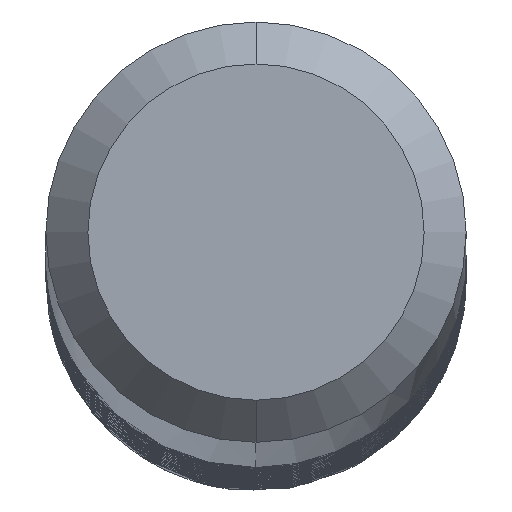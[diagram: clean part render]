
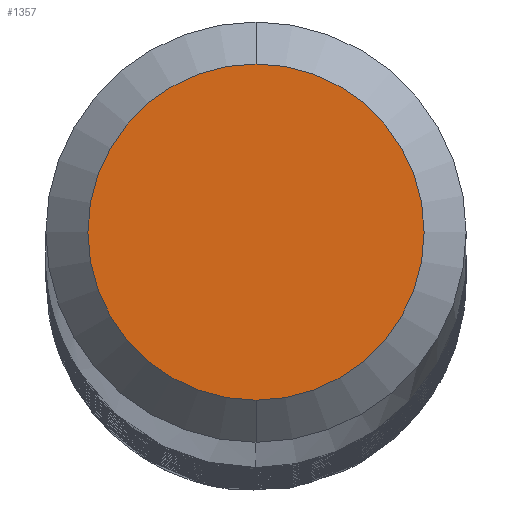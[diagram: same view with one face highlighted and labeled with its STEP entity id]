
A CAD part, top view. The second image highlights one B-rep face of the part: STEP entity #1357.
In plain terms, the highlighted planar face has unit normal (0, 0, 1).
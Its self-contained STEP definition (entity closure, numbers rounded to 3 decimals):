
#553=EDGE_CURVE('',#1235,#609,#1472,.T.);
#609=VERTEX_POINT('',#1533);
#781=EDGE_CURVE('',#609,#1235,#1722,.T.);
#1235=VERTEX_POINT('',#2214);
#1357=ADVANCED_FACE('',(#2351),#2352,.T.);
#1472=CIRCLE('',#6336,1.2);
#1533=CARTESIAN_POINT('',(0.0,1.2,0.0));
#1722=CIRCLE('',#21453,1.2);
#2214=CARTESIAN_POINT('',(0.,-1.2,0.0));
#2351=FACE_OUTER_BOUND('',#68444,.T.);
#2352=PLANE('',#68445);
#6336=AXIS2_PLACEMENT_3D('',#68547,#68548,#68549);
#21453=AXIS2_PLACEMENT_3D('',#68797,#68798,#68799);
#68444=EDGE_LOOP('',(#69427,#69428));
#68445=AXIS2_PLACEMENT_3D('',#69429,#69430,#69431);
#68547=CARTESIAN_POINT('',(0.0,0.0,0.0));
#68548=DIRECTION('',(0.0,0.0,-1.0));
#68549=DIRECTION('',(0.0,1.0,0.0));
#68797=CARTESIAN_POINT('',(0.0,0.0,0.0));
#68798=DIRECTION('',(0.0,0.0,-1.0));
#68799=DIRECTION('',(0.0,1.0,0.0));
#69427=ORIENTED_EDGE('',*,*,#781,.F.);
#69428=ORIENTED_EDGE('',*,*,#553,.F.);
#69429=CARTESIAN_POINT('',(0.0,0.6,0.0));
#69430=DIRECTION('',(-0.0,0.0,1.0));
#69431=DIRECTION('',(0.0,-1.0,0.0));
